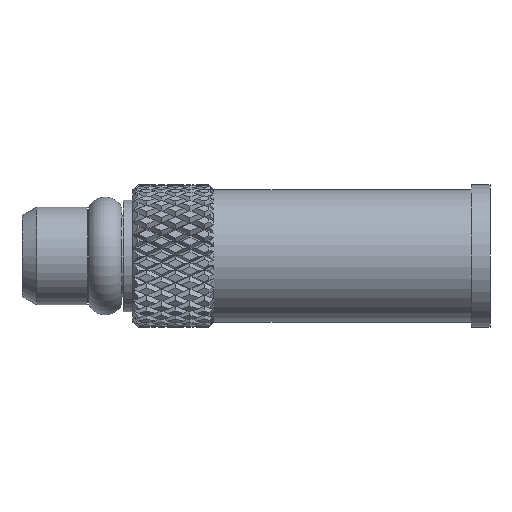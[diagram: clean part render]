
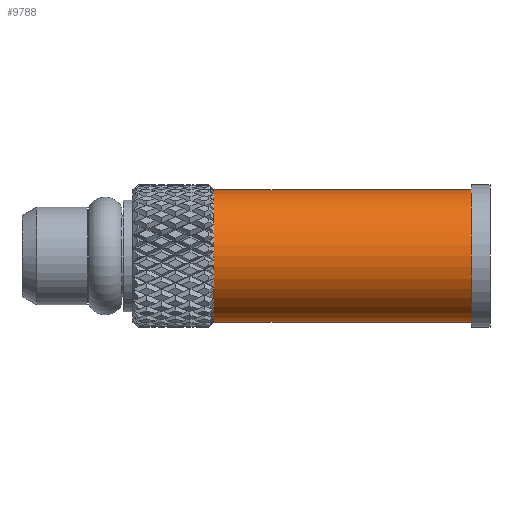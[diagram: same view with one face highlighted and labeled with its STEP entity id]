
A CAD part, front view. The second image highlights one B-rep face of the part: STEP entity #9788.
In plain terms, the highlighted cylindrical face has radius 1.623 mm (diameter 3.246 mm), a partial arc.
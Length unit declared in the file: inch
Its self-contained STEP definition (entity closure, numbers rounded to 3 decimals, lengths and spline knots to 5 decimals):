
#994 = CARTESIAN_POINT ( 'NONE',  ( 0.18572, 0., -0.0639 ) ) ;
#1840 = LINE ( 'NONE', #16300, #12526 ) ;
#2598 = DIRECTION ( 'NONE',  ( -1., 0., 0. ) ) ;
#2689 = ORIENTED_EDGE ( 'NONE', *, *, #12166, .F. ) ;
#2985 = DIRECTION ( 'NONE',  ( -1., 0., 0. ) ) ;
#3059 = VERTEX_POINT ( 'NONE', #994 ) ;
#4142 = DIRECTION ( 'NONE',  ( -1., 0., 0. ) ) ;
#4643 = CIRCLE ( 'NONE', #9794, 0.0639 ) ;
#4715 = CARTESIAN_POINT ( 'NONE',  ( 0.18572, 0., 0. ) ) ;
#7823 = CIRCLE ( 'NONE', #12499, 0.0639 ) ;
#8995 = CARTESIAN_POINT ( 'NONE',  ( 0.18572, 0., 0.0639 ) ) ;
#9406 = CARTESIAN_POINT ( 'NONE',  ( 0.43446, 0., -0.0639 ) ) ;
#9788 = ADVANCED_FACE ( 'NONE', ( #16025 ), #25757, .T. ) ;
#9794 = AXIS2_PLACEMENT_3D ( 'NONE', #4715, #2598, #15258 ) ;
#10101 = VERTEX_POINT ( 'NONE', #8995 ) ;
#10165 = ORIENTED_EDGE ( 'NONE', *, *, #13299, .T. ) ;
#11635 = LINE ( 'NONE', #19085, #22777 ) ;
#12166 = EDGE_CURVE ( 'NONE', #3059, #10101, #4643, .T. ) ;
#12499 = AXIS2_PLACEMENT_3D ( 'NONE', #25209, #2985, #12888 ) ;
#12526 = VECTOR ( 'NONE', #4142, 39.37008 ) ;
#12888 = DIRECTION ( 'NONE',  ( 0., 0., 1. ) ) ;
#13299 = EDGE_CURVE ( 'NONE', #14426, #19223, #7823, .T. ) ;
#13386 = ORIENTED_EDGE ( 'NONE', *, *, #25035, .T. ) ;
#14426 = VERTEX_POINT ( 'NONE', #9406 ) ;
#14551 = DIRECTION ( 'NONE',  ( -1., 0., 0. ) ) ;
#15258 = DIRECTION ( 'NONE',  ( 0., 0., 1. ) ) ;
#16025 = FACE_OUTER_BOUND ( 'NONE', #21359, .T. ) ;
#16300 = CARTESIAN_POINT ( 'NONE',  ( 0.43446, 0., -0.0639 ) ) ;
#16441 = EDGE_CURVE ( 'NONE', #14426, #3059, #1840, .T. ) ;
#18451 = DIRECTION ( 'NONE',  ( 0., 0., 1. ) ) ;
#19085 = CARTESIAN_POINT ( 'NONE',  ( 0.43446, 0., 0.0639 ) ) ;
#19223 = VERTEX_POINT ( 'NONE', #29284 ) ;
#20708 = DIRECTION ( 'NONE',  ( -1., 0., 0. ) ) ;
#21359 = EDGE_LOOP ( 'NONE', ( #23496, #10165, #13386, #2689 ) ) ;
#22777 = VECTOR ( 'NONE', #14551, 39.37008 ) ;
#23284 = AXIS2_PLACEMENT_3D ( 'NONE', #30798, #20708, #18451 ) ;
#23496 = ORIENTED_EDGE ( 'NONE', *, *, #16441, .F. ) ;
#25035 = EDGE_CURVE ( 'NONE', #19223, #10101, #11635, .T. ) ;
#25209 = CARTESIAN_POINT ( 'NONE',  ( 0.43446, 0., 0. ) ) ;
#25757 = CYLINDRICAL_SURFACE ( 'NONE', #23284, 0.0639 ) ;
#29284 = CARTESIAN_POINT ( 'NONE',  ( 0.43446, 0., 0.0639 ) ) ;
#30798 = CARTESIAN_POINT ( 'NONE',  ( 0.43446, 0., 0. ) ) ;
